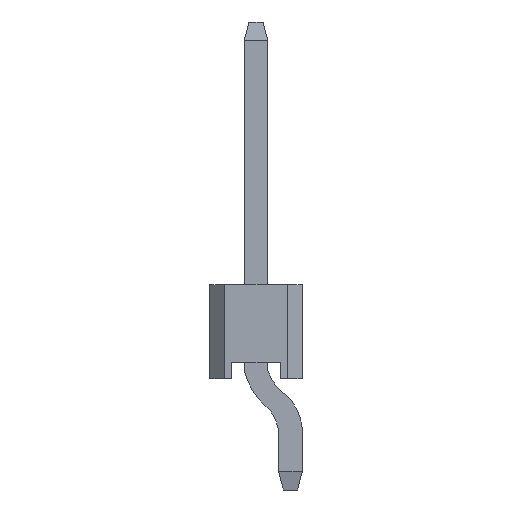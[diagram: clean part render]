
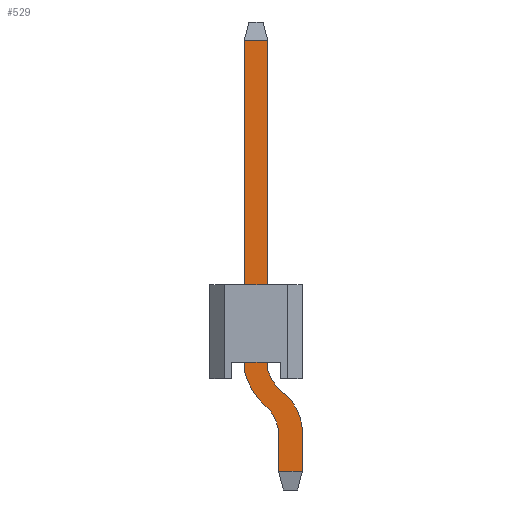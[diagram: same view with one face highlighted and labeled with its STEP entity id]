
A CAD part, left-side view. The second image highlights one B-rep face of the part: STEP entity #529.
In plain terms, the highlighted face is planar.
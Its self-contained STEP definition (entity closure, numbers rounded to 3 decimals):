
#20 = VERTEX_POINT ( 'NONE', #78 ) ;
#21 = VERTEX_POINT ( 'NONE', #64 ) ;
#24 = VERTEX_POINT ( 'NONE', #112 ) ;
#41 = VERTEX_POINT ( 'NONE', #115 ) ;
#53 = VERTEX_POINT ( 'NONE', #114 ) ;
#54 = VERTEX_POINT ( 'NONE', #123 ) ;
#58 = VERTEX_POINT ( 'NONE', #74 ) ;
#62 = VERTEX_POINT ( 'NONE', #76 ) ;
#64 = CARTESIAN_POINT ( 'NONE',  ( 10.38, 0.052, 0. ) ) ;
#65 = VERTEX_POINT ( 'NONE', #97 ) ;
#66 = VERTEX_POINT ( 'NONE', #81 ) ;
#74 = CARTESIAN_POINT ( 'NONE',  ( 0.5, 0., 0. ) ) ;
#76 = CARTESIAN_POINT ( 'NONE',  ( 9.42, 0.64, 0. ) ) ;
#78 = CARTESIAN_POINT ( 'NONE',  ( 0.5, 0.64, 0. ) ) ;
#81 = CARTESIAN_POINT ( 'NONE',  ( 11.14, -0.29, 0. ) ) ;
#97 = CARTESIAN_POINT ( 'NONE',  ( 12.14, -0.93, 0. ) ) ;
#112 = CARTESIAN_POINT ( 'NONE',  ( 9.42, 0., 0. ) ) ;
#114 = CARTESIAN_POINT ( 'NONE',  ( 12.14, -0.29, 0. ) ) ;
#115 = CARTESIAN_POINT ( 'NONE',  ( 11.14, -0.93, 0. ) ) ;
#123 = CARTESIAN_POINT ( 'NONE',  ( 10.117, -0.531, 0. ) ) ;
#133 = CARTESIAN_POINT ( 'NONE',  ( 11.075, 0.413, 0. ) ) ;
#149 = DIRECTION ( 'NONE',  ( 0., 0., -1. ) ) ;
#161 = PLANE ( 'NONE',  #1162 ) ;
#164 = DIRECTION ( 'NONE',  ( -1., 0., 0. ) ) ;
#242 = CARTESIAN_POINT ( 'NONE',  ( 11.14, 0.724, 0. ) ) ;
#270 = DIRECTION ( 'NONE',  ( 1., 0., 0. ) ) ;
#271 = CARTESIAN_POINT ( 'NONE',  ( 12.14, -0.93, 0. ) ) ;
#274 = DIRECTION ( 'NONE',  ( 0., 0., -1. ) ) ;
#280 = DIRECTION ( 'NONE',  ( 0., 0., 1. ) ) ;
#285 = CARTESIAN_POINT ( 'NONE',  ( 8.941, -1.221, 0. ) ) ;
#286 = DIRECTION ( 'NONE',  ( 0., 0., 1. ) ) ;
#291 = DIRECTION ( 'NONE',  ( 0., -1., 0. ) ) ;
#292 = DIRECTION ( 'NONE',  ( -1., 0., 0. ) ) ;
#299 = CARTESIAN_POINT ( 'NONE',  ( 11.075, 0.413, 0. ) ) ;
#301 = DIRECTION ( 'NONE',  ( -1., 0., 0. ) ) ;
#305 = DIRECTION ( 'NONE',  ( 1., 0., 0. ) ) ;
#316 = DIRECTION ( 'NONE',  ( 0., 1., 0. ) ) ;
#317 = DIRECTION ( 'NONE',  ( -1., 0., 0. ) ) ;
#318 = CARTESIAN_POINT ( 'NONE',  ( 0., 0., 0. ) ) ;
#320 = CARTESIAN_POINT ( 'NONE',  ( 8.92, -1.379, 0. ) ) ;
#325 = DIRECTION ( 'NONE',  ( 0., 0., -1. ) ) ;
#326 = DIRECTION ( 'NONE',  ( 1., 0., 0. ) ) ;
#327 = DIRECTION ( 'NONE',  ( 1., 0., 0. ) ) ;
#328 = CARTESIAN_POINT ( 'NONE',  ( 0.5, 0.64, 0. ) ) ;
#333 = CARTESIAN_POINT ( 'NONE',  ( 12.64, -0.93, 0. ) ) ;
#337 = CARTESIAN_POINT ( 'NONE',  ( 12.64, -0.29, 0. ) ) ;
#397 = DIRECTION ( 'NONE',  ( -1., 0., 0. ) ) ;
#402 = CARTESIAN_POINT ( 'NONE',  ( 0., 0.64, 0. ) ) ;
#529 = ADVANCED_FACE ( 'NONE', ( #1602 ), #161, .T. ) ;
#775 = AXIS2_PLACEMENT_3D ( 'NONE', #242, #274, #270 ) ;
#789 = AXIS2_PLACEMENT_3D ( 'NONE', #285, #280, #301 ) ;
#802 = AXIS2_PLACEMENT_3D ( 'NONE', #320, #325, #327 ) ;
#806 = AXIS2_PLACEMENT_3D ( 'NONE', #299, #286, #292 ) ;
#1102 = EDGE_CURVE ( 'NONE', #66, #21, #1645, .T. ) ;
#1107 = EDGE_CURVE ( 'NONE', #53, #65, #1670, .T. ) ;
#1109 = EDGE_CURVE ( 'NONE', #54, #41, #1630, .T. ) ;
#1110 = EDGE_CURVE ( 'NONE', #21, #62, #1648, .T. ) ;
#1122 = EDGE_CURVE ( 'NONE', #58, #20, #1640, .T. ) ;
#1123 = EDGE_CURVE ( 'NONE', #41, #65, #1699, .T. ) ;
#1124 = EDGE_CURVE ( 'NONE', #53, #66, #1691, .T. ) ;
#1126 = EDGE_CURVE ( 'NONE', #58, #24, #1652, .T. ) ;
#1138 = EDGE_CURVE ( 'NONE', #24, #54, #1465, .T. ) ;
#1162 = AXIS2_PLACEMENT_3D ( 'NONE', #133, #149, #164 ) ;
#1172 = EDGE_CURVE ( 'NONE', #62, #20, #1490, .T. ) ;
#1355 = ORIENTED_EDGE ( 'NONE', *, *, #1138, .F. ) ;
#1357 = ORIENTED_EDGE ( 'NONE', *, *, #1102, .F. ) ;
#1380 = ORIENTED_EDGE ( 'NONE', *, *, #1124, .F. ) ;
#1387 = ORIENTED_EDGE ( 'NONE', *, *, #1107, .T. ) ;
#1388 = ORIENTED_EDGE ( 'NONE', *, *, #1109, .F. ) ;
#1395 = ORIENTED_EDGE ( 'NONE', *, *, #1172, .F. ) ;
#1396 = ORIENTED_EDGE ( 'NONE', *, *, #1123, .F. ) ;
#1398 = ORIENTED_EDGE ( 'NONE', *, *, #1126, .F. ) ;
#1400 = ORIENTED_EDGE ( 'NONE', *, *, #1122, .T. ) ;
#1401 = ORIENTED_EDGE ( 'NONE', *, *, #1110, .F. ) ;
#1408 = EDGE_LOOP ( 'NONE', ( #1398, #1400, #1395, #1401, #1357, #1380, #1387, #1396, #1388, #1355 ) ) ;
#1465 = CIRCLE ( 'NONE', #802, 1.467 ) ;
#1490 = LINE ( 'NONE', #402, #1491 ) ;
#1491 = VECTOR ( 'NONE', #397, 1000. ) ;
#1602 = FACE_OUTER_BOUND ( 'NONE', #1408, .T. ) ;
#1630 = CIRCLE ( 'NONE', #806, 1.345 ) ;
#1640 = LINE ( 'NONE', #328, #1697 ) ;
#1645 = CIRCLE ( 'NONE', #775, 1.014 ) ;
#1648 = CIRCLE ( 'NONE', #789, 1.922 ) ;
#1652 = LINE ( 'NONE', #318, #1704 ) ;
#1670 = LINE ( 'NONE', #271, #1682 ) ;
#1682 = VECTOR ( 'NONE', #291, 1000. ) ;
#1691 = LINE ( 'NONE', #337, #1693 ) ;
#1693 = VECTOR ( 'NONE', #317, 1000. ) ;
#1694 = VECTOR ( 'NONE', #326, 1000. ) ;
#1697 = VECTOR ( 'NONE', #316, 1000. ) ;
#1699 = LINE ( 'NONE', #333, #1694 ) ;
#1704 = VECTOR ( 'NONE', #305, 1000. ) ;
